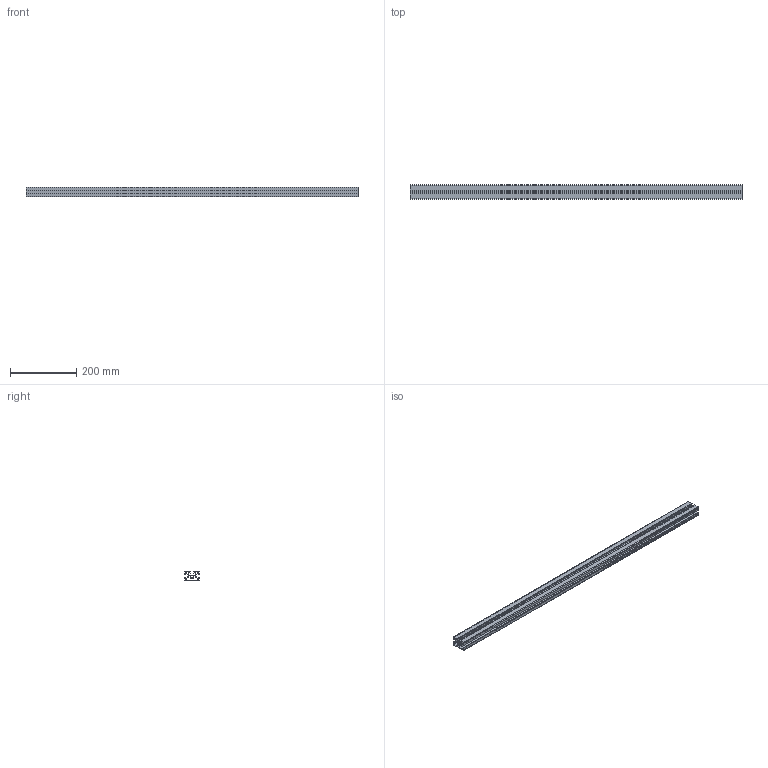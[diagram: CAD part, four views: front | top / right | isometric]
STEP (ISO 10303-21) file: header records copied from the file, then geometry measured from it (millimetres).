
FILE_DESCRIPTION(('STEP AP214'),'1');
FILE_NAME('cctmp_8DAC6E70-1D99-44CF-B670-F5D701E89940_2020_1_20_8_45_8_228..stp','2020-01-20T07:45:08',('Bosch Rexroth AG'),('CADClick - www.CADClick.com'),'Spatial InterOp 3D',' ','unknown authorization - (Healing Option Enabled)');
FILE_SCHEMA(('AUTOMOTIVE_DESIGN'));
Length unit declared in the file: millimetre
Products named in the file (1): 2020_01_20__08-45-08-228
Bounding box: 1000 x 45 x 30 mm (x, y, z)
Volume: 392613.8 mm3; surface area: 484286.6 mm2
Topology: 1 solids, 1 shells, 112 faces, 330 edges, 220 vertices
Faces by surface type: plane 100, cylinder 12
Entity records: 4614 total; most frequent: CARTESIAN_POINT 663, ORIENTED_EDGE 660, DIRECTION 580, EDGE_CURVE 330, LINE 306, VECTOR 306, VERTEX_POINT 220, AXIS2_PLACEMENT_3D 137
